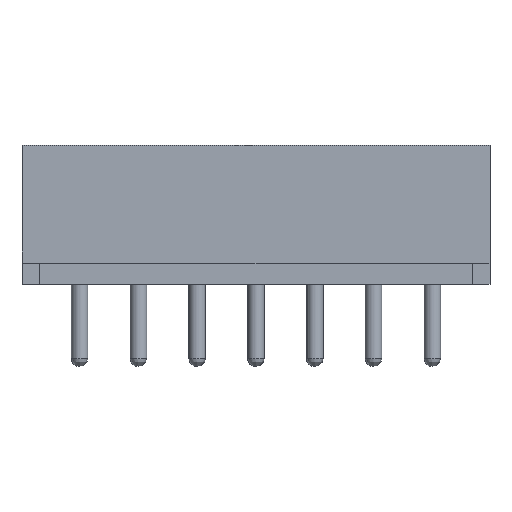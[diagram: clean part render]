
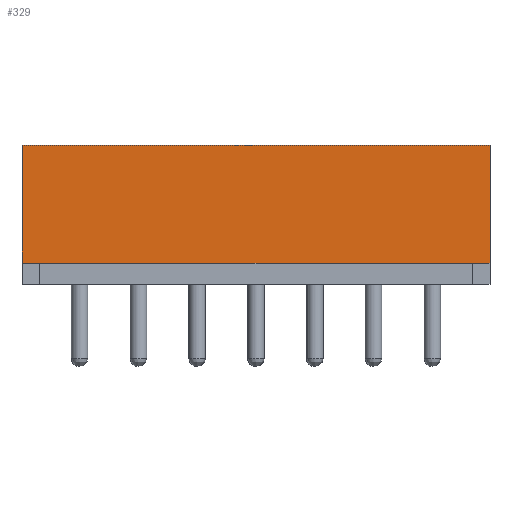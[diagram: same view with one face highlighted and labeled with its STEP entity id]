
A CAD part, front view. The second image highlights one B-rep face of the part: STEP entity #329.
In plain terms, the highlighted planar face has unit normal (0, -1, 0).
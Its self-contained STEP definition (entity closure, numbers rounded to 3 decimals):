
#329 = ADVANCED_FACE( '', ( #628 ), #629, .T. );
#628 = FACE_OUTER_BOUND( '', #971, .T. );
#629 = PLANE( '', #972 );
#971 = EDGE_LOOP( '', ( #1599, #1600, #1601, #1602 ) );
#972 = AXIS2_PLACEMENT_3D( '', #1603, #1604, #1605 );
#1599 = ORIENTED_EDGE( '', *, *, #1957, .F. );
#1600 = ORIENTED_EDGE( '', *, *, #1707, .T. );
#1601 = ORIENTED_EDGE( '', *, *, #1933, .T. );
#1602 = ORIENTED_EDGE( '', *, *, #1755, .T. );
#1603 = CARTESIAN_POINT( '', ( 9.95, -2.45, -2.95 ) );
#1604 = DIRECTION( '', ( 0., -1., 0. ) );
#1605 = DIRECTION( '', ( 0., 0., -1. ) );
#1707 = EDGE_CURVE( '', #1977, #1975, #1978, .T. );
#1755 = EDGE_CURVE( '', #2066, #2064, #2067, .T. );
#1933 = EDGE_CURVE( '', #1975, #2066, #2324, .T. );
#1957 = EDGE_CURVE( '', #1977, #2064, #2349, .T. );
#1975 = VERTEX_POINT( '', #2367 );
#1977 = VERTEX_POINT( '', #2370 );
#1978 = LINE( '', #2371, #2372 );
#2064 = VERTEX_POINT( '', #2497 );
#2066 = VERTEX_POINT( '', #2500 );
#2067 = LINE( '', #2501, #2502 );
#2324 = LINE( '', #2876, #2877 );
#2349 = LINE( '', #2909, #2910 );
#2367 = CARTESIAN_POINT( '', ( 9.95, -2.45, -2.05 ) );
#2370 = CARTESIAN_POINT( '', ( -9.95, -2.45, -2.05 ) );
#2371 = CARTESIAN_POINT( '', ( 9.2, -2.45, -2.05 ) );
#2372 = VECTOR( '', #2929, 1000. );
#2497 = CARTESIAN_POINT( '', ( -9.95, -2.45, 2.95 ) );
#2500 = CARTESIAN_POINT( '', ( 9.95, -2.45, 2.95 ) );
#2501 = CARTESIAN_POINT( '', ( 9.95, -2.45, 2.95 ) );
#2502 = VECTOR( '', #2970, 1000. );
#2876 = CARTESIAN_POINT( '', ( 9.95, -2.45, -2.95 ) );
#2877 = VECTOR( '', #3139, 1000. );
#2909 = CARTESIAN_POINT( '', ( -9.95, -2.45, -2.95 ) );
#2910 = VECTOR( '', #3150, 1000. );
#2929 = DIRECTION( '', ( 1., 0., 0. ) );
#2970 = DIRECTION( '', ( -1., 0., 0. ) );
#3139 = DIRECTION( '', ( 0., 0., 1. ) );
#3150 = DIRECTION( '', ( 0., 0., 1. ) );
